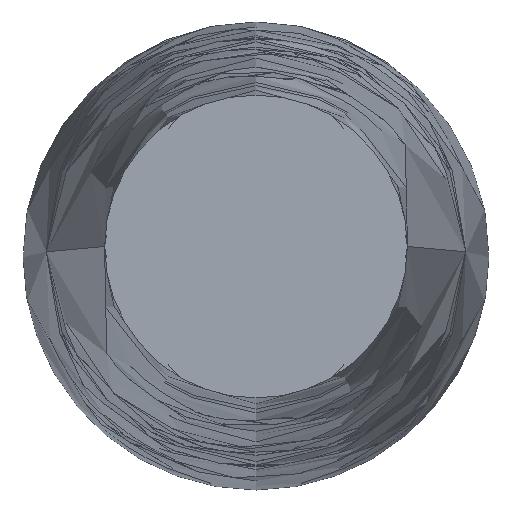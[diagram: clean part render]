
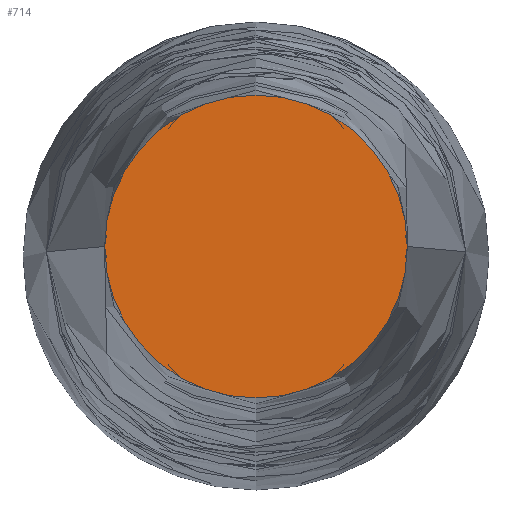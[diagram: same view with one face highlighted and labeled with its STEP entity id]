
A CAD part, top view. The second image highlights one B-rep face of the part: STEP entity #714.
In plain terms, the highlighted planar face has unit normal (0, 0, 1).
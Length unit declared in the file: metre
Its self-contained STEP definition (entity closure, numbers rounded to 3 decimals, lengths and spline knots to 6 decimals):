
#3 = EDGE_CURVE ( 'NONE', #299, #290, #24, .T. ) ;
#24 = CIRCLE ( 'NONE', #103, 3.25 ) ;
#52 = CARTESIAN_POINT ( 'NONE',  ( 0., 0., 86.156 ) ) ;
#103 = AXIS2_PLACEMENT_3D ( 'NONE', #52, #354, #362 ) ;
#151 = PLANE ( 'NONE',  #617 ) ;
#177 = DIRECTION ( 'NONE',  ( 1., 0., 0. ) ) ;
#196 = EDGE_CURVE ( 'NONE', #290, #299, #503, .T. ) ;
#241 = CARTESIAN_POINT ( 'NONE',  ( 0., 0., 86.156 ) ) ;
#248 = ORIENTED_EDGE ( 'NONE', *, *, #196, .T. ) ;
#253 = CARTESIAN_POINT ( 'NONE',  ( -3.25, 0., 86.156 ) ) ;
#290 = VERTEX_POINT ( 'NONE', #253 ) ;
#299 = VERTEX_POINT ( 'NONE', #498 ) ;
#304 = ORIENTED_EDGE ( 'NONE', *, *, #3, .T. ) ;
#316 = AXIS2_PLACEMENT_3D ( 'NONE', #241, #563, #177 ) ;
#337 = DIRECTION ( 'NONE',  ( 0., 0., 1. ) ) ;
#354 = DIRECTION ( 'NONE',  ( 0., 0., 1. ) ) ;
#362 = DIRECTION ( 'NONE',  ( 1., 0., 0. ) ) ;
#498 = CARTESIAN_POINT ( 'NONE',  ( 3.25, 0., 86.156 ) ) ;
#503 = CIRCLE ( 'NONE', #316, 3.25 ) ;
#563 = DIRECTION ( 'NONE',  ( 0., 0., 1. ) ) ;
#588 = DIRECTION ( 'NONE',  ( 1., 0., 0. ) ) ;
#600 = CARTESIAN_POINT ( 'NONE',  ( 0., 0., 86.156 ) ) ;
#617 = AXIS2_PLACEMENT_3D ( 'NONE', #600, #337, #588 ) ;
#665 = EDGE_LOOP ( 'NONE', ( #304, #248 ) ) ;
#714 = ADVANCED_FACE ( 'NONE', ( #718 ), #151, .T. ) ;
#718 = FACE_OUTER_BOUND ( 'NONE', #665, .T. ) ;
